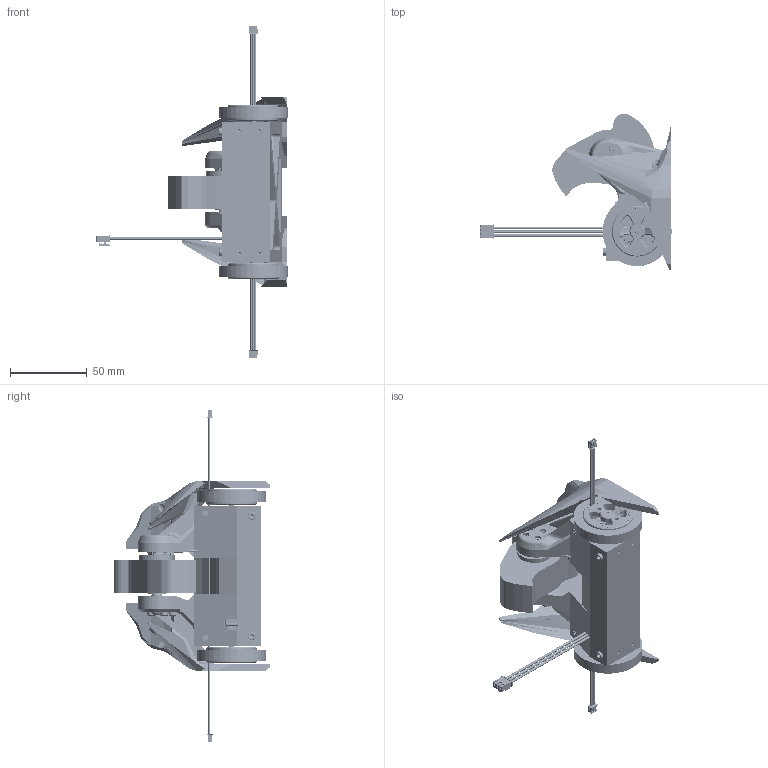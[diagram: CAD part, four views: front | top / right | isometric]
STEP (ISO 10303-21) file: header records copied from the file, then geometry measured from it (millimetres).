
FILE_DESCRIPTION(/* description */ (''),/* implementation_level */ '2;1');
FILE_NAME(/* name */ '汉堡王.stp',/* time_stamp */ '2024-09-03T15:41:12+08:00',/* author */ ('13326471722'),/* organization */ (''),/* preprocessor_version */ 'ST-DEVELOPER v18.1',/* originating_system */ 'Autodesk Inventor 2021',/* authorisation */ '');
FILE_SCHEMA (('AUTOMOTIVE_DESIGN { 1 0 10303 214 3 1 1 }'));
Products named in the file (26): EM40D竖转; EM40D电装; EM40D202312260001_ASM; 0007_ASM_52_ASM; 000_ASM_10_ASM; HY2_0-3PIN00_2-13258; XHB2_54-3PIN00_2-26166; HY2_0-3PIN00_2-31427; SH1_25-4PIN00_1; ZH1_5-3PIN00_1; 0011_7; XHB2_54-3PIN00_2-74479; SH1_25-3PIN00_1; EM40D_2S450MAH75C_0001; EM40D202403180001; _X2_30104FDD5BC63011_X0_EM40D_1; 37MM00_ASM_9_ASM; 20230110-0001_8; M337MM00_8; 竖转机身; 武器2; _X_B8_X_B4_X_BC_X_FE__3_______E^____EM40D-_X_CC_X_A8_X_B-124523_ASM__
__EM40D-_X_CC_X_A8_X_B7_X_E7_2_ASM___EM40D-_X_CC_X_A8_X_B7_-124521_ASM
__EM40D-_X_CC_X_A8_X_B7_X-124520; _X_B8_X_B4_X_BC_X_FE__4_______E^____EM40D-_X_CC_X_A8_X_B-124523_ASM__
__EM40D-_X_CC_X_A8_X_B7_X_E7_2_ASM___EM40D-_X_CC_X_A8_X_B7_-124521_ASM
__EM40D-_X_CC_X_A8_X_B7_X-124520; _EM40D-_X_CC_X_A8_X_B7_X-124555^EM40D-_X_CC_X_A8_X_B7_X_E7_2__E_ASM_E
M40D-_X2_7AD68F6C_X0___X_C8_X__ASM_em40d-_00_asm(2)_EM40DÐ¡Ì
¨·çÊú×ªÁ¿²ú°æ; M2x8; M3x8尖尾自攻杯头螺丝A09-01-02
14-A
Assembly tree (47 placements, depth 6):
  EM40D竖转
    EM40D电装
      EM40D202312260001_ASM
        0007_ASM_52_ASM
          000_ASM_10_ASM
            HY2_0-3PIN00_2-13258
            XHB2_54-3PIN00_2-26166
            HY2_0-3PIN00_2-31427
            ZH1_5-3PIN00_1  x4
            SH1_25-4PIN00_1
            0011_7
            XHB2_54-3PIN00_2-74479
            SH1_25-3PIN00_1
      EM40D_2S450MAH75C_0001
      EM40D202403180001  x2
      _X2_30104FDD5BC63011_X0_EM40D_1
      37MM00_ASM_9_ASM  x2
        20230110-0001_8
        M337MM00_8
    竖转机身
    武器2
    _X_B8_X_B4_X_BC_X_FE__3_______E^____EM40D-_X_CC_X_A8_X_B-124523_ASM__
__EM40D-_X_CC_X_A8_X_B7_X_E7_2_ASM___EM40D-_X_CC_X_A8_X_B7_-124521_ASM
__EM40D-_X_CC_X_A8_X_B7_X-124520
    _X_B8_X_B4_X_BC_X_FE__4_______E^____EM40D-_X_CC_X_A8_X_B-124523_ASM__
__EM40D-_X_CC_X_A8_X_B7_X_E7_2_ASM___EM40D-_X_CC_X_A8_X_B7_-124521_ASM
__EM40D-_X_CC_X_A8_X_B7_X-124520
    _EM40D-_X_CC_X_A8_X_B7_X-124555^EM40D-_X_CC_X_A8_X_B7_X_E7_2__E_ASM_E
M40D-_X2_7AD68F6C_X0___X_C8_X__ASM_em40d-_00_asm(2)_EM40DÐ¡Ì
¨·çÊú×ªÁ¿²ú°æ
    M2x8  x10
    M3x8尖尾自攻杯头螺丝A09-01-02
14-A  x9
Bounding box: 124.55 x 101.83 x 216 mm (x, y, z)
Volume: 226369.5 mm3; surface area: 118911.7 mm2
Topology: 47 solids, 64 shells, 7442 faces, 20032 edges, 13173 vertices
Faces by surface type: plane 5088, cylinder 1069, bspline 768, cone 309, torus 159, sphere 49
Full cylindrical faces by diameter (mm): 0.45 x3, 0.5 x24, 0.6 x4, 1 x10, 1.1 x4, 1.4 x4, 1.5 x18, 1.6 x30, 1.7 x3, 2 x14, 2.2 x23, 2.3 x2, 2.359 x90, 2.5 x12, 2.8 x4, 2.9 x90, 3 x4, 3.2 x9, 3.3 x1, 3.6 x10, 4 x12, 4.2 x5, 4.5 x2, 5 x12, 5.1 x2, 5.2 x5, 5.4 x4, 6.15 x2, 7 x3, 8 x1
Entity records: 196685 total; most frequent: CARTESIAN_POINT 78359, ORIENTED_EDGE 25454, DIRECTION 21907, EDGE_CURVE 12727, LINE 9369, VECTOR 9369, VERTEX_POINT 8413, AXIS2_PLACEMENT_3D 6269
